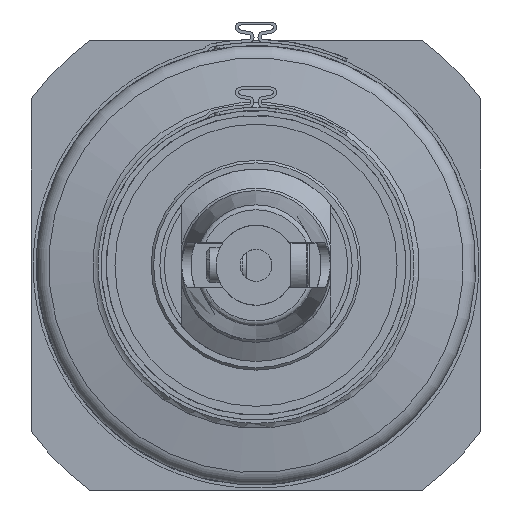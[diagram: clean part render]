
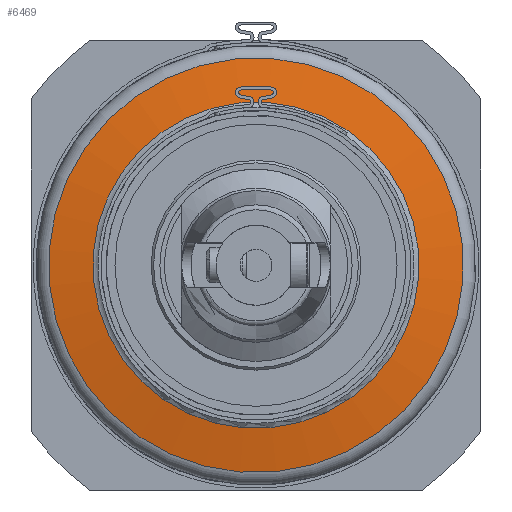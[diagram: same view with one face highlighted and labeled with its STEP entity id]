
A CAD part, left-side view. The second image highlights one B-rep face of the part: STEP entity #6469.
In plain terms, the highlighted conical face has half-angle 80 degrees and reference radius 37.087 mm.
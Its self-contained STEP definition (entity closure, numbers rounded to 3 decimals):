
#538=CONICAL_SURFACE('',#7146,37.087,1.396);
#981=LINE('',#11642,#1363);
#1363=VECTOR('',#8753,37.087);
#1748=FACE_OUTER_BOUND('',#2156,.T.);
#2156=EDGE_LOOP('',(#5618,#5619,#5620,#5621,#5622,#5623));
#2516=CIRCLE('',#7144,32.653);
#2517=CIRCLE('',#7145,32.653);
#2518=CIRCLE('',#7147,41.521);
#2519=CIRCLE('',#7148,41.521);
#3157=VERTEX_POINT('',#11633);
#3158=VERTEX_POINT('',#11635);
#3159=VERTEX_POINT('',#11639);
#3160=VERTEX_POINT('',#11640);
#4006=EDGE_CURVE('',#3158,#3157,#2516,.T.);
#4007=EDGE_CURVE('',#3157,#3158,#2517,.T.);
#4008=EDGE_CURVE('',#3159,#3160,#2518,.T.);
#4009=EDGE_CURVE('',#3159,#3158,#981,.T.);
#4010=EDGE_CURVE('',#3160,#3159,#2519,.T.);
#5618=ORIENTED_EDGE('',*,*,#4008,.F.);
#5619=ORIENTED_EDGE('',*,*,#4009,.T.);
#5620=ORIENTED_EDGE('',*,*,#4006,.T.);
#5621=ORIENTED_EDGE('',*,*,#4007,.T.);
#5622=ORIENTED_EDGE('',*,*,#4009,.F.);
#5623=ORIENTED_EDGE('',*,*,#4010,.F.);
#6469=ADVANCED_FACE('',(#1748),#538,.T.);
#7144=AXIS2_PLACEMENT_3D('',#11636,#8745,#8746);
#7145=AXIS2_PLACEMENT_3D('',#11637,#8747,#8748);
#7146=AXIS2_PLACEMENT_3D('',#11638,#8749,#8750);
#7147=AXIS2_PLACEMENT_3D('',#11641,#8751,#8752);
#7148=AXIS2_PLACEMENT_3D('',#11643,#8754,#8755);
#8745=DIRECTION('center_axis',(1.,0.,0.));
#8746=DIRECTION('ref_axis',(0.,0.076,-0.997));
#8747=DIRECTION('center_axis',(1.,0.,0.));
#8748=DIRECTION('ref_axis',(0.,0.076,-0.997));
#8749=DIRECTION('center_axis',(1.,0.,0.));
#8750=DIRECTION('ref_axis',(0.,0.997,0.076));
#8751=DIRECTION('center_axis',(1.,0.,0.));
#8752=DIRECTION('ref_axis',(0.,0.076,-0.997));
#8753=DIRECTION('',(-0.174,0.982,0.075));
#8754=DIRECTION('center_axis',(1.,0.,0.));
#8755=DIRECTION('ref_axis',(0.,0.076,-0.997));
#11633=CARTESIAN_POINT('',(-28.494,-2.484,32.558));
#11635=CARTESIAN_POINT('',(-28.494,-32.558,-2.484));
#11636=CARTESIAN_POINT('Origin',(-28.494,0.,
0.));
#11637=CARTESIAN_POINT('Origin',(-28.494,0.,
0.));
#11638=CARTESIAN_POINT('Origin',(-27.712,0.,
0.));
#11639=CARTESIAN_POINT('',(-26.93,-41.401,-3.159));
#11640=CARTESIAN_POINT('',(-26.93,-3.159,41.401));
#11641=CARTESIAN_POINT('Origin',(-26.93,0.,
0.));
#11642=CARTESIAN_POINT('',(-27.712,-36.979,-2.822));
#11643=CARTESIAN_POINT('Origin',(-26.93,0.,
0.));
